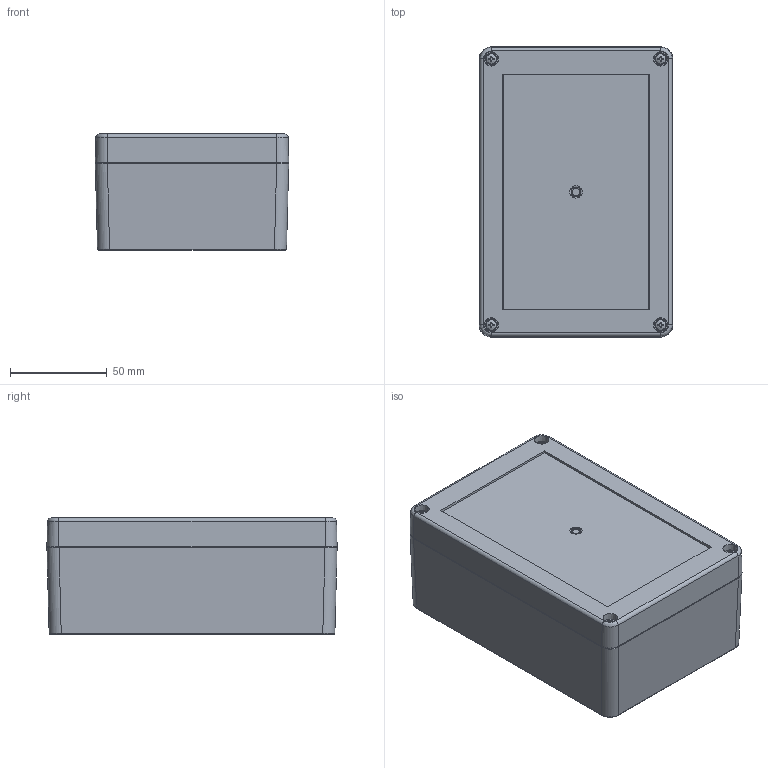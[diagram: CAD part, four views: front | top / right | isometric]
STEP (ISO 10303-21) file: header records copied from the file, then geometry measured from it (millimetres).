
FILE_DESCRIPTION(/* description */ (''),/* implementation_level */ '2;1');
FILE_NAME(/* name */ '2504611_3D.stp',/* time_stamp */ '2022-05-13T10:24:00+02:00',/* author */ ('haertel'),/* organization */ (''),/* preprocessor_version */ 'ST-DEVELOPER v18.1',/* originating_system */ 'Autodesk Inventor 2022',/* authorisation */ '');
FILE_SCHEMA (('AUTOMOTIVE_DESIGN { 1 0 10303 214 3 1 1 }'));
Length unit declared in the file: millimetre
Products named in the file (6): 2504611_3D; 2504611_3D_1; 2504611_3D_7; 2504611_3D_5; GWDBU_Pencom_M3 - IN2304 - TMZ-M3-5.2; DIN 7985 M3x17x12
Assembly tree (11 placements, depth 2):
  2504611_3D
    2504611_3D_1
    2504611_3D_7
    2504611_3D_5
    GWDBU_Pencom_M3 - IN2304 - TMZ-M3-5.2  x4
    DIN 7985 M3x17x12  x4
Bounding box: 100.03 x 150.03 x 60 mm (x, y, z)
Volume: 192469.4 mm3; surface area: 140513.7 mm2
Topology: 11 solids, 11 shells, 1668 faces, 3718 edges, 2138 vertices
Faces by surface type: plane 1068, cone 344, cylinder 132, bspline 111, torus 9, sphere 4
Full cylindrical faces by diameter (mm): 2.5 x4, 2.75 x4, 3 x4, 3.18 x14, 3.65 x16, 3.88 x4, 4.18 x4
Entity records: 29475 total; most frequent: CARTESIAN_POINT 10249, ORIENTED_EDGE 4034, DIRECTION 3721, EDGE_CURVE 2017, AXIS2_PLACEMENT_3D 1366, VERTEX_POINT 1253, LINE 989, VECTOR 989
